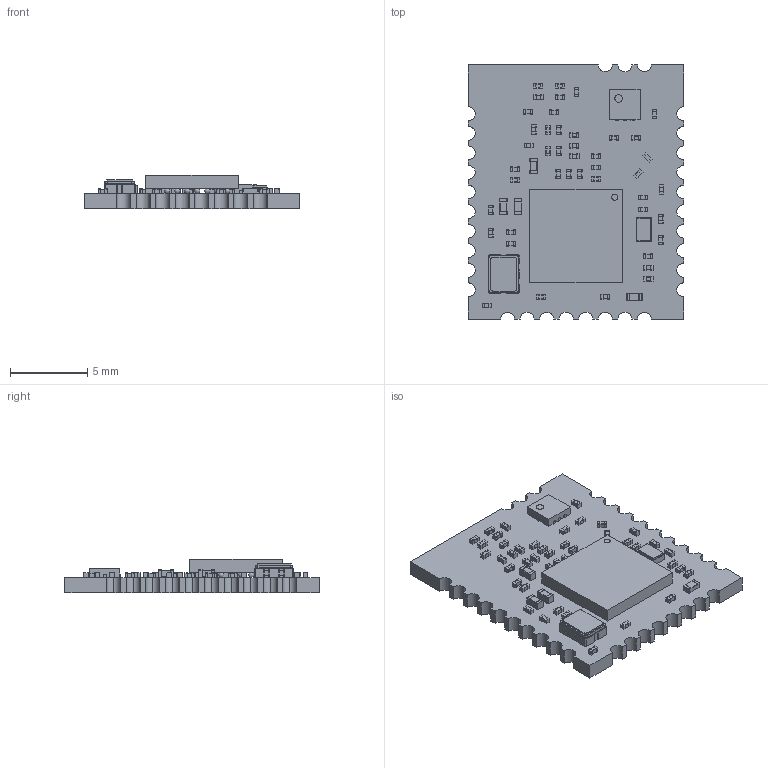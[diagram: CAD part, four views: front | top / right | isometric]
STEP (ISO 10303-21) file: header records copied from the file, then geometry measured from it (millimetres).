
FILE_DESCRIPTION(('FreeCAD Model'),'2;1');
FILE_NAME('tlm-3D-v1.step', '2019-01-29T11:23:10',(''),(''),'Open CASCADE STEP processor 7.2', 'FreeCAD','Unknown');
FILE_SCHEMA(('AUTOMOTIVE_DESIGN { 1 0 10303 214 1 1 1 1 }'));
Length unit declared in the file: millimetre
Products named in the file (58): TLM-v1; Board_Geoms; Pcb; PCB_Sketch; Step_Models; Top; C1_C_0402_1005Metric_5C30F143; C2_C_0201_0603Metric_5C30F154; C3_C_0201_0603Metric_5C30F165; C4_C_0201_0603Metric_5C35E0DE; C5_C_0201_0603Metric_5C35E0AE; C6_C_0201_0603Metric_5C35E16E; C7_C_0201_0603Metric_5C30F1A9; C8_C_0201_0603Metric_5C30F1BA; C9_C_0201_0603Metric_5C30F1CB; C10_C_0201_0603Metric_5C35E22E; C11_C_0201_0603Metric_5C35E1FE; C12_C_0201_0603Metric_5C30F1FE; C13_C_0201_0603Metric_5C30F20F; C14_C_0201_0603Metric_5C35E25E; C15_C_0201_0603Metric_5C30F231; C16_C_0201_0603Metric_5C30F242; C17_C_0201_0603Metric_5C30F253; C18_C_0201_0603Metric_5C30F264; C19_C_0201_0603Metric_5C30F275; C20_C_0201_0603Metric_5C30F286; C21_C_0201_0603Metric_5C30F297; C22_C_0201_0603Metric_5C3BCFCD; C23_C_0201_0603Metric_5C30F2B9; C24_C_0201_0603Metric_5C30F2CA; C25_C_0201_0603Metric_5C30F2DB; C26_C_0201_0603Metric_5C30F2EC; C27_C_0201_0603Metric_5C30F2FD; C28_C_0201_0603Metric_5C30F30E; C29_C_0201_0603Metric_5C30F31F; C30_C_0201_0603Metric_5C30F330; C31_C_0201_0603Metric_5C30F341; C32_C_0201_0603Metric_5C31EDE3; C33_C_0201_0603Metric_5C35E10E; C34_C_0201_0603Metric_5C39B142 ...
Assembly tree (57 placements, depth 4):
  TLM-v1
    Board_Geoms
      Pcb
      PCB_Sketch
    Step_Models
      Top
        C1_C_0402_1005Metric_5C30F143
        C2_C_0201_0603Metric_5C30F154
        C3_C_0201_0603Metric_5C30F165
        C4_C_0201_0603Metric_5C35E0DE
        C5_C_0201_0603Metric_5C35E0AE
        C6_C_0201_0603Metric_5C35E16E
        C7_C_0201_0603Metric_5C30F1A9
        C8_C_0201_0603Metric_5C30F1BA
        C9_C_0201_0603Metric_5C30F1CB
        C10_C_0201_0603Metric_5C35E22E
        C11_C_0201_0603Metric_5C35E1FE
        C12_C_0201_0603Metric_5C30F1FE
        C13_C_0201_0603Metric_5C30F20F
        C14_C_0201_0603Metric_5C35E25E
        C15_C_0201_0603Metric_5C30F231
        C16_C_0201_0603Metric_5C30F242
        C17_C_0201_0603Metric_5C30F253
        C18_C_0201_0603Metric_5C30F264
        C19_C_0201_0603Metric_5C30F275
        C20_C_0201_0603Metric_5C30F286
        C21_C_0201_0603Metric_5C30F297
        C22_C_0201_0603Metric_5C3BCFCD
        C23_C_0201_0603Metric_5C30F2B9
        C24_C_0201_0603Metric_5C30F2CA
        C25_C_0201_0603Metric_5C30F2DB
        C26_C_0201_0603Metric_5C30F2EC
        C27_C_0201_0603Metric_5C30F2FD
        C28_C_0201_0603Metric_5C30F30E
        C29_C_0201_0603Metric_5C30F31F
        C30_C_0201_0603Metric_5C30F330
        C31_C_0201_0603Metric_5C30F341
        C32_C_0201_0603Metric_5C31EDE3
        C33_C_0201_0603Metric_5C35E10E
        C34_C_0201_0603Metric_5C39B142
        C35_C_0201_0603Metric_5C30F385
        C36_C_0201_0603Metric_5C35E13E
        C37_C_0201_0603Metric_5C35E1CE
        FB1_L_0402_1005Metric_5C30F3B6
        L4_L_0201_0603Metric_5C30F423
        L5_L_0201_0603Metric_5C30F434
        L6_L_0201_0603Metric_5C30F445
        L7_L_0201_0603Metric_5C35E19E
        L8_L_0201_0603Metric_5C30F467
        L9_L_0201_0603Metric_5C30F478
        L10_L_0201_0603Metric_5C30F489
        L11_L_0201_0603Metric_5C30F49A
        R1_R_0402_1005Metric_5C30F4A9
        U2_TFBGA_64_60x60mm_Layout8x8_P065mm_5C392AF7[2]
        U3_QFN_12_1EP_2x2mm_Pitch05mm_5C30F599[2]
        XC1_TXO_2.5x2.0mm_5C30F5A7
        Y1_ABS05_5C35E285
        L3_L_0402_1005Metric_5C31EBB2
Bounding box: 13.97 x 16.51 x 2.2 mm (x, y, z)
Volume: 263.2 mm3; surface area: 722.9 mm2
Topology: 57 solids, 57 shells, 1739 faces, 4537 edges, 3017 vertices
Faces by surface type: plane 1020, cylinder 651, sphere 64, torus 4
Full cylindrical faces by diameter (mm): 0.4 x1, 0.5 x1
Entity records: 65882 total; most frequent: DIRECTION 9501, CARTESIAN_POINT 9287, ORIENTED_EDGE 8938, EDGE_CURVE 4469, AXIS2_PLACEMENT_3D 3231, LINE 3039, VECTOR 3039, VERTEX_POINT 3009
